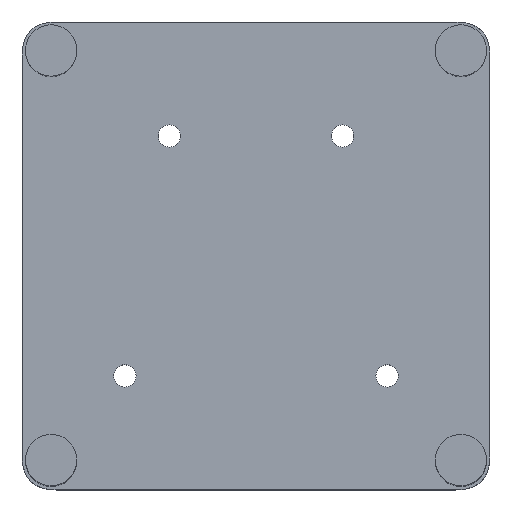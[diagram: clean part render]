
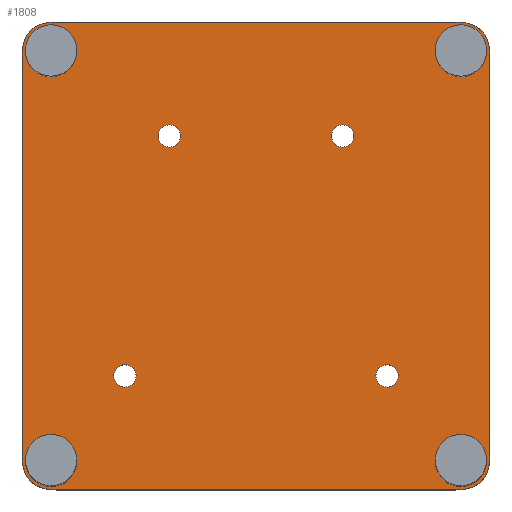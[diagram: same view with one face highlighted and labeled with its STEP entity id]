
A CAD part, top view. The second image highlights one B-rep face of the part: STEP entity #1808.
In plain terms, the highlighted planar face has unit normal (0, 0, 1).
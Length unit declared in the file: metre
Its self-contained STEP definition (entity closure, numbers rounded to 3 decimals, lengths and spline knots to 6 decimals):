
#63=CIRCLE('',#1930,0.000325);
#64=CIRCLE('',#1932,0.000325);
#65=CIRCLE('',#1934,0.000325);
#66=CIRCLE('',#1936,0.000325);
#67=CIRCLE('',#1939,0.00075);
#68=CIRCLE('',#1940,0.00075);
#69=CIRCLE('',#1941,0.00075);
#70=CIRCLE('',#1942,0.00075);
#113=B_SPLINE_CURVE_WITH_KNOTS('',3,(#2658,#2659,#2660,#2661),
 .UNSPECIFIED.,.F.,.F.,(4,4),(0.,1.),.UNSPECIFIED.);
#114=B_SPLINE_CURVE_WITH_KNOTS('',3,(#2662,#2663,#2664,#2665),
 .UNSPECIFIED.,.F.,.F.,(4,4),(0.,1.),.UNSPECIFIED.);
#115=B_SPLINE_CURVE_WITH_KNOTS('',3,(#2666,#2667,#2668,#2669),
 .UNSPECIFIED.,.F.,.F.,(4,4),(0.,1.),.UNSPECIFIED.);
#116=B_SPLINE_CURVE_WITH_KNOTS('',3,(#2670,#2671,#2672,#2673),
 .UNSPECIFIED.,.F.,.F.,(4,4),(0.,1.),.UNSPECIFIED.);
#241=ORIENTED_EDGE('',*,*,#763,.F.);
#242=ORIENTED_EDGE('',*,*,#764,.F.);
#243=ORIENTED_EDGE('',*,*,#765,.F.);
#244=ORIENTED_EDGE('',*,*,#766,.F.);
#245=ORIENTED_EDGE('',*,*,#759,.F.);
#246=ORIENTED_EDGE('',*,*,#758,.F.);
#247=ORIENTED_EDGE('',*,*,#757,.F.);
#248=ORIENTED_EDGE('',*,*,#756,.F.);
#249=ORIENTED_EDGE('',*,*,#754,.T.);
#250=ORIENTED_EDGE('',*,*,#767,.T.);
#251=ORIENTED_EDGE('',*,*,#760,.F.);
#252=ORIENTED_EDGE('',*,*,#768,.T.);
#253=ORIENTED_EDGE('',*,*,#747,.F.);
#254=ORIENTED_EDGE('',*,*,#769,.T.);
#255=ORIENTED_EDGE('',*,*,#751,.T.);
#256=ORIENTED_EDGE('',*,*,#770,.T.);
#747=EDGE_CURVE('',#1012,#1013,#1170,.T.);
#751=EDGE_CURVE('',#1015,#1014,#1171,.T.);
#754=EDGE_CURVE('',#1017,#1016,#1172,.T.);
#756=EDGE_CURVE('',#1018,#1018,#63,.T.);
#757=EDGE_CURVE('',#1019,#1019,#64,.T.);
#758=EDGE_CURVE('',#1020,#1020,#65,.T.);
#759=EDGE_CURVE('',#1021,#1021,#66,.T.);
#760=EDGE_CURVE('',#1022,#1023,#1173,.T.);
#763=EDGE_CURVE('',#1024,#1024,#67,.T.);
#764=EDGE_CURVE('',#1025,#1025,#68,.T.);
#765=EDGE_CURVE('',#1026,#1026,#69,.T.);
#766=EDGE_CURVE('',#1027,#1027,#70,.T.);
#767=EDGE_CURVE('',#1016,#1023,#113,.T.);
#768=EDGE_CURVE('',#1022,#1013,#114,.T.);
#769=EDGE_CURVE('',#1012,#1015,#115,.T.);
#770=EDGE_CURVE('',#1014,#1017,#116,.T.);
#1012=VERTEX_POINT('',#2591);
#1013=VERTEX_POINT('',#2592);
#1014=VERTEX_POINT('',#2606);
#1015=VERTEX_POINT('',#2608);
#1016=VERTEX_POINT('',#2618);
#1017=VERTEX_POINT('',#2620);
#1018=VERTEX_POINT('',#2627);
#1019=VERTEX_POINT('',#2630);
#1020=VERTEX_POINT('',#2633);
#1021=VERTEX_POINT('',#2636);
#1022=VERTEX_POINT('',#2639);
#1023=VERTEX_POINT('',#2640);
#1024=VERTEX_POINT('',#2651);
#1025=VERTEX_POINT('',#2653);
#1026=VERTEX_POINT('',#2655);
#1027=VERTEX_POINT('',#2657);
#1170=LINE('',#2590,#1339);
#1171=LINE('',#2607,#1340);
#1172=LINE('',#2619,#1341);
#1173=LINE('',#2638,#1342);
#1339=VECTOR('',#2089,1.);
#1340=VECTOR('',#2092,1.);
#1341=VECTOR('',#2095,1.);
#1342=VECTOR('',#2114,1.);
#1490=EDGE_LOOP('',(#241));
#1491=EDGE_LOOP('',(#242));
#1492=EDGE_LOOP('',(#243));
#1493=EDGE_LOOP('',(#244));
#1494=EDGE_LOOP('',(#245));
#1495=EDGE_LOOP('',(#246));
#1496=EDGE_LOOP('',(#247));
#1497=EDGE_LOOP('',(#248));
#1498=EDGE_LOOP('',(#249,#250,#251,#252,#253,#254,#255,#256));
#1625=FACE_BOUND('',#1490,.T.);
#1626=FACE_BOUND('',#1491,.T.);
#1627=FACE_BOUND('',#1492,.T.);
#1628=FACE_BOUND('',#1493,.T.);
#1629=FACE_BOUND('',#1494,.T.);
#1630=FACE_BOUND('',#1495,.T.);
#1631=FACE_BOUND('',#1496,.T.);
#1632=FACE_BOUND('',#1497,.T.);
#1633=FACE_BOUND('',#1498,.T.);
#1742=PLANE('',#1938);
#1808=ADVANCED_FACE('',(#1625,#1626,#1627,#1628,#1629,#1630,#1631,#1632,
#1633),#1742,.T.);
#1930=AXIS2_PLACEMENT_3D('',#2626,#2098,#2099);
#1932=AXIS2_PLACEMENT_3D('',#2629,#2102,#2103);
#1934=AXIS2_PLACEMENT_3D('',#2632,#2106,#2107);
#1936=AXIS2_PLACEMENT_3D('',#2635,#2110,#2111);
#1938=AXIS2_PLACEMENT_3D('',#2649,#2115,#2116);
#1939=AXIS2_PLACEMENT_3D('',#2650,#2117,#2118);
#1940=AXIS2_PLACEMENT_3D('',#2652,#2119,#2120);
#1941=AXIS2_PLACEMENT_3D('',#2654,#2121,#2122);
#1942=AXIS2_PLACEMENT_3D('',#2656,#2123,#2124);
#2089=DIRECTION('',(1.,0.,0.));
#2092=DIRECTION('',(0.,-1.,0.));
#2095=DIRECTION('',(1.,0.,0.));
#2098=DIRECTION('',(0.,0.,1.));
#2099=DIRECTION('',(1.,0.,0.));
#2102=DIRECTION('',(0.,0.,1.));
#2103=DIRECTION('',(1.,0.,0.));
#2106=DIRECTION('',(0.,0.,1.));
#2107=DIRECTION('',(1.,0.,0.));
#2110=DIRECTION('',(0.,0.,1.));
#2111=DIRECTION('',(1.,0.,0.));
#2114=DIRECTION('',(0.,-1.,0.));
#2115=DIRECTION('',(0.,0.,1.));
#2116=DIRECTION('',(1.,0.,0.));
#2117=DIRECTION('',(0.,0.,1.));
#2118=DIRECTION('',(1.,0.,0.));
#2119=DIRECTION('',(0.,0.,1.));
#2120=DIRECTION('',(1.,0.,0.));
#2121=DIRECTION('',(0.,0.,1.));
#2122=DIRECTION('',(1.,0.,0.));
#2123=DIRECTION('',(0.,0.,1.));
#2124=DIRECTION('',(1.,0.,0.));
#2590=CARTESIAN_POINT('',(0.000052,0.008656,0.001));
#2591=CARTESIAN_POINT('',(-0.005773,0.008656,0.001));
#2592=CARTESIAN_POINT('',(0.005877,0.008656,0.001));
#2606=CARTESIAN_POINT('',(-0.006773,-0.003994,0.001));
#2607=CARTESIAN_POINT('',(-0.006773,0.001831,0.001));
#2608=CARTESIAN_POINT('',(-0.006773,0.007656,0.001));
#2618=CARTESIAN_POINT('',(0.005877,-0.004994,0.001));
#2619=CARTESIAN_POINT('',(0.000052,-0.004994,0.001));
#2620=CARTESIAN_POINT('',(-0.005773,-0.004994,0.001));
#2626=CARTESIAN_POINT('',(-0.002473,0.005331,0.001));
#2627=CARTESIAN_POINT('',(-0.002148,0.005331,0.001));
#2629=CARTESIAN_POINT('',(0.002577,0.005331,0.001));
#2630=CARTESIAN_POINT('',(0.002902,0.005331,0.001));
#2632=CARTESIAN_POINT('',(-0.003773,-0.001669,0.001));
#2633=CARTESIAN_POINT('',(-0.003448,-0.001669,0.001));
#2635=CARTESIAN_POINT('',(0.003877,-0.001669,0.001));
#2636=CARTESIAN_POINT('',(0.004202,-0.001669,0.001));
#2638=CARTESIAN_POINT('',(0.006877,0.001831,0.001));
#2639=CARTESIAN_POINT('',(0.006877,0.007656,0.001));
#2640=CARTESIAN_POINT('',(0.006877,-0.003994,0.001));
#2649=CARTESIAN_POINT('',(0.000052,0.001831,0.001));
#2650=CARTESIAN_POINT('',(0.006027,-0.004144,0.001));
#2651=CARTESIAN_POINT('',(0.006777,-0.004144,0.001));
#2652=CARTESIAN_POINT('',(-0.005923,-0.004144,0.001));
#2653=CARTESIAN_POINT('',(-0.005173,-0.004144,0.001));
#2654=CARTESIAN_POINT('',(0.006027,0.007806,0.001));
#2655=CARTESIAN_POINT('',(0.006777,0.007806,0.001));
#2656=CARTESIAN_POINT('',(-0.005923,0.007806,0.001));
#2657=CARTESIAN_POINT('',(-0.005173,0.007806,0.001));
#2658=CARTESIAN_POINT('',(0.005877,-0.004994,0.001));
#2659=CARTESIAN_POINT('',(0.006544,-0.004994,0.001));
#2660=CARTESIAN_POINT('',(0.006877,-0.00466,0.001));
#2661=CARTESIAN_POINT('',(0.006877,-0.003994,0.001));
#2662=CARTESIAN_POINT('',(0.006877,0.007656,0.001));
#2663=CARTESIAN_POINT('',(0.006877,0.008323,0.001));
#2664=CARTESIAN_POINT('',(0.006544,0.008656,0.001));
#2665=CARTESIAN_POINT('',(0.005877,0.008656,0.001));
#2666=CARTESIAN_POINT('',(-0.005773,0.008656,0.001));
#2667=CARTESIAN_POINT('',(-0.006439,0.008656,0.001));
#2668=CARTESIAN_POINT('',(-0.006773,0.008323,0.001));
#2669=CARTESIAN_POINT('',(-0.006773,0.007656,0.001));
#2670=CARTESIAN_POINT('',(-0.006773,-0.003994,0.001));
#2671=CARTESIAN_POINT('',(-0.006773,-0.00466,0.001));
#2672=CARTESIAN_POINT('',(-0.006439,-0.004994,0.001));
#2673=CARTESIAN_POINT('',(-0.005773,-0.004994,0.001));
